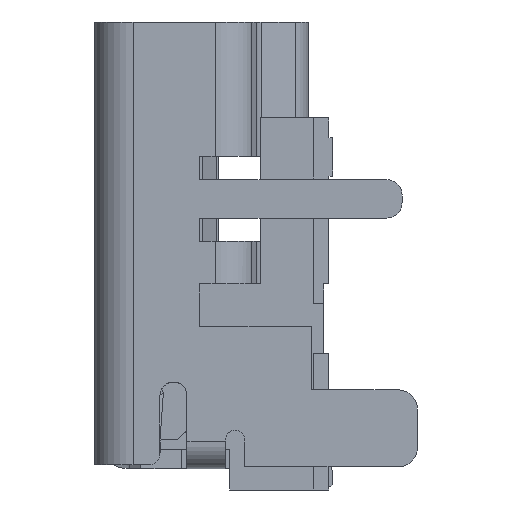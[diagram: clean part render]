
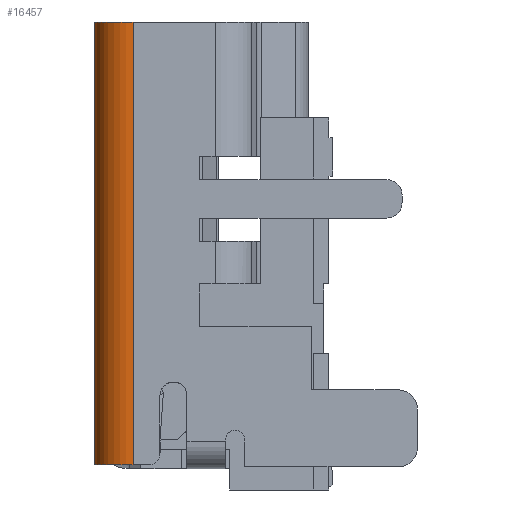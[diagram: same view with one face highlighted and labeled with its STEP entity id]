
A CAD part, left-side view. The second image highlights one B-rep face of the part: STEP entity #16457.
In plain terms, the highlighted cylindrical face has radius 1 mm (diameter 2 mm), a partial arc.
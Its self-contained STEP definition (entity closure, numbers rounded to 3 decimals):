
#647=CARTESIAN_POINT('',(-6.719,-2.292,12.15));
#648=DIRECTION('',(0.,0.,1.));
#649=DIRECTION('',(0.,1.,0.));
#650=AXIS2_PLACEMENT_3D('',#647,#648,#649);
#716=DIRECTION('',(0.,0.,-1.));
#717=VECTOR('',#716,11.5);
#718=CARTESIAN_POINT('',(-6.719,-1.292,12.15));
#719=LINE('',#718,#717);
#720=DIRECTION('',(0.,0.,1.));
#721=VECTOR('',#720,11.5);
#722=CARTESIAN_POINT('',(-7.719,-2.292,0.65));
#723=LINE('',#722,#721);
#8405=CARTESIAN_POINT('',(-6.719,-2.292,0.65));
#8406=DIRECTION('',(0.,0.,-1.));
#8407=DIRECTION('',(-1.,0.,0.));
#8408=AXIS2_PLACEMENT_3D('',#8405,#8406,#8407);
#12478=CARTESIAN_POINT('',(-6.719,-1.292,12.15));
#12479=CARTESIAN_POINT('',(-6.719,-1.292,0.65));
#12480=VERTEX_POINT('',#12478);
#12481=VERTEX_POINT('',#12479);
#12766=CARTESIAN_POINT('',(-7.719,-2.292,0.65));
#12767=VERTEX_POINT('',#12766);
#12768=CARTESIAN_POINT('',(-7.719,-2.292,12.15));
#12769=VERTEX_POINT('',#12768);
#16444=CARTESIAN_POINT('',(-6.719,-2.292,12.15));
#16445=DIRECTION('',(0.,0.,1.));
#16446=DIRECTION('',(-1.,0.,0.));
#16447=AXIS2_PLACEMENT_3D('',#16444,#16445,#16446);
#16448=CYLINDRICAL_SURFACE('',#16447,1.);
#16449=ORIENTED_EDGE('',*,*,#16314,.F.);
#16450=ORIENTED_EDGE('',*,*,#16304,.T.);
#16452=ORIENTED_EDGE('',*,*,#16451,.F.);
#16454=ORIENTED_EDGE('',*,*,#16453,.T.);
#16455=EDGE_LOOP('',(#16449,#16450,#16452,#16454));
#16456=FACE_OUTER_BOUND('',#16455,.F.);
#16457=ADVANCED_FACE('',(#16456),#16448,.T.);
#651=CIRCLE('',#650,1.);
#8409=CIRCLE('',#8408,1.);
#16304=EDGE_CURVE('',#12480,#12769,#651,.T.);
#16314=EDGE_CURVE('',#12480,#12481,#719,.T.);
#16451=EDGE_CURVE('',#12767,#12769,#723,.T.);
#16453=EDGE_CURVE('',#12767,#12481,#8409,.T.);
